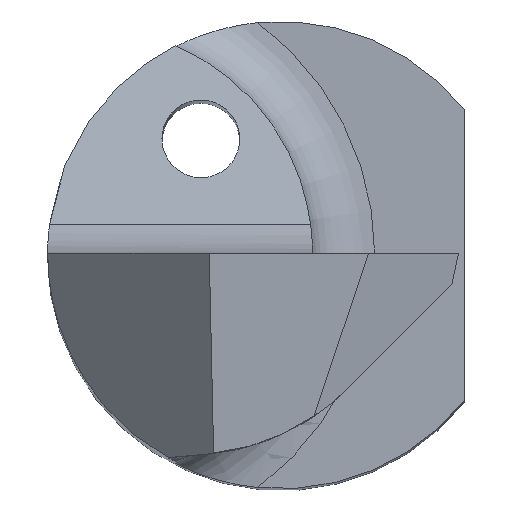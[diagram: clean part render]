
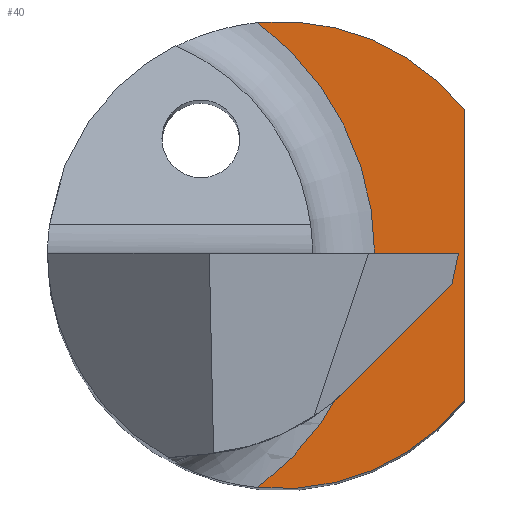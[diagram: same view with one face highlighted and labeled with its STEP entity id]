
A CAD part, top view. The second image highlights one B-rep face of the part: STEP entity #40.
In plain terms, the highlighted planar face has unit normal (0, 0, 1).
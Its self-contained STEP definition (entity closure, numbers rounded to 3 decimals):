
#15 = CIRCLE ( 'NONE', #711, 3.714 ) ;
#27 = EDGE_CURVE ( 'NONE', #251, #549, #424, .T. ) ;
#33 = EDGE_LOOP ( 'NONE', ( #762, #85, #394, #277, #695 ) ) ;
#40 = ADVANCED_FACE ( 'NONE', ( #194 ), #362, .T. ) ;
#85 = ORIENTED_EDGE ( 'NONE', *, *, #808, .T. ) ;
#107 = CARTESIAN_POINT ( 'NONE',  ( 2.35, 1.865, 14.75 ) ) ;
#112 = CIRCLE ( 'NONE', #201, 3. ) ;
#117 = CARTESIAN_POINT ( 'NONE',  ( -2.514, 0., 14.75 ) ) ;
#122 = DIRECTION ( 'NONE',  ( 0., 0., 1. ) ) ;
#150 = AXIS2_PLACEMENT_3D ( 'NONE', #557, #898, #487 ) ;
#175 = EDGE_CURVE ( 'NONE', #549, #474, #112, .T. ) ;
#186 = DIRECTION ( 'NONE',  ( 0., 0., -1. ) ) ;
#190 = CARTESIAN_POINT ( 'NONE',  ( 1.2, 0., 14.75 ) ) ;
#194 = FACE_OUTER_BOUND ( 'NONE', #33, .T. ) ;
#196 = DIRECTION ( 'NONE',  ( 1., 0., 0. ) ) ;
#201 = AXIS2_PLACEMENT_3D ( 'NONE', #616, #812, #417 ) ;
#248 = AXIS2_PLACEMENT_3D ( 'NONE', #117, #186, #418 ) ;
#251 = VERTEX_POINT ( 'NONE', #892 ) ;
#264 = DIRECTION ( 'NONE',  ( 0., 1., 0. ) ) ;
#277 = ORIENTED_EDGE ( 'NONE', *, *, #796, .T. ) ;
#362 = PLANE ( 'NONE',  #150 ) ;
#385 = CIRCLE ( 'NONE', #248, 3.714 ) ;
#394 = ORIENTED_EDGE ( 'NONE', *, *, #476, .T. ) ;
#417 = DIRECTION ( 'NONE',  ( 1., 0., 0. ) ) ;
#418 = DIRECTION ( 'NONE',  ( 1., 0., 0. ) ) ;
#424 = LINE ( 'NONE', #619, #486 ) ;
#429 = CIRCLE ( 'NONE', #786, 3. ) ;
#449 = CARTESIAN_POINT ( 'NONE',  ( -2.514, 0., 14.75 ) ) ;
#474 = VERTEX_POINT ( 'NONE', #865 ) ;
#476 = EDGE_CURVE ( 'NONE', #728, #720, #15, .T. ) ;
#486 = VECTOR ( 'NONE', #264, 1000. ) ;
#487 = DIRECTION ( 'NONE',  ( 1., 0., 0. ) ) ;
#549 = VERTEX_POINT ( 'NONE', #107 ) ;
#557 = CARTESIAN_POINT ( 'NONE',  ( 0., 0., 14.75 ) ) ;
#574 = CARTESIAN_POINT ( 'NONE',  ( 0., 0., 14.75 ) ) ;
#616 = CARTESIAN_POINT ( 'NONE',  ( 0., 0., 14.75 ) ) ;
#619 = CARTESIAN_POINT ( 'NONE',  ( 2.35, -0.5, 14.75 ) ) ;
#695 = ORIENTED_EDGE ( 'NONE', *, *, #27, .T. ) ;
#711 = AXIS2_PLACEMENT_3D ( 'NONE', #449, #719, #795 ) ;
#719 = DIRECTION ( 'NONE',  ( 0., 0., -1. ) ) ;
#720 = VERTEX_POINT ( 'NONE', #893 ) ;
#728 = VERTEX_POINT ( 'NONE', #190 ) ;
#762 = ORIENTED_EDGE ( 'NONE', *, *, #175, .T. ) ;
#786 = AXIS2_PLACEMENT_3D ( 'NONE', #574, #122, #196 ) ;
#795 = DIRECTION ( 'NONE',  ( 1., 0., 0. ) ) ;
#796 = EDGE_CURVE ( 'NONE', #720, #251, #429, .T. ) ;
#808 = EDGE_CURVE ( 'NONE', #474, #728, #385, .T. ) ;
#812 = DIRECTION ( 'NONE',  ( 0., 0., 1. ) ) ;
#865 = CARTESIAN_POINT ( 'NONE',  ( -0.304, 2.985, 14.75 ) ) ;
#892 = CARTESIAN_POINT ( 'NONE',  ( 2.35, -1.865, 14.75 ) ) ;
#893 = CARTESIAN_POINT ( 'NONE',  ( -0.304, -2.985, 14.75 ) ) ;
#898 = DIRECTION ( 'NONE',  ( 0., 0., 1. ) ) ;
